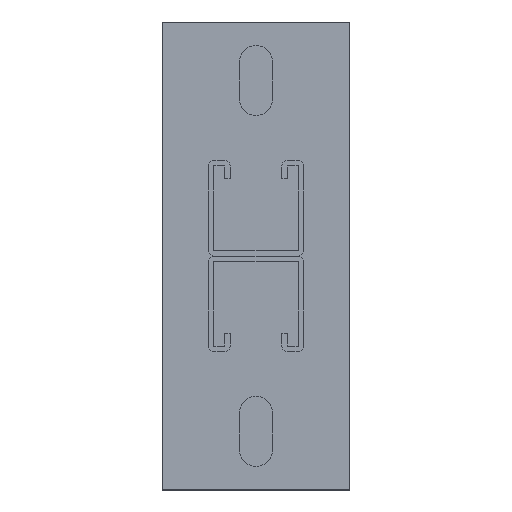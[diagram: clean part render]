
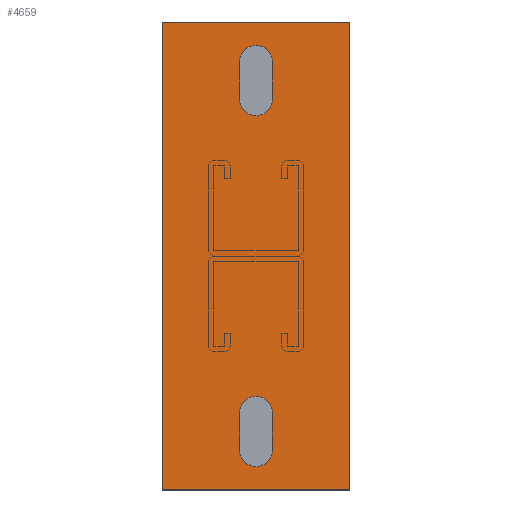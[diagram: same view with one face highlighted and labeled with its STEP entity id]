
A CAD part, top view. The second image highlights one B-rep face of the part: STEP entity #4659.
In plain terms, the highlighted planar face has unit normal (0, 0, 1).
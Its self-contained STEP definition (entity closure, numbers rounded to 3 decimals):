
#353=FACE_OUTER_BOUND('',#491,.T.);
#491=EDGE_LOOP('',(#3992,#3993,#3994,#3995));
#1046=LINE('',#7150,#1654);
#1052=LINE('',#7161,#1660);
#1054=LINE('',#7166,#1662);
#1057=LINE('',#7170,#1665);
#1654=VECTOR('',#5672,1.);
#1660=VECTOR('',#5680,1.);
#1662=VECTOR('',#5684,1.);
#1665=VECTOR('',#5689,1.);
#2332=VERTEX_POINT('',#7148);
#2333=VERTEX_POINT('',#7149);
#2337=VERTEX_POINT('',#7159);
#2339=VERTEX_POINT('',#7165);
#3106=EDGE_CURVE('',#2332,#2333,#1046,.T.);
#3112=EDGE_CURVE('',#2337,#2332,#1052,.T.);
#3114=EDGE_CURVE('',#2339,#2333,#1054,.T.);
#3117=EDGE_CURVE('',#2337,#2339,#1057,.T.);
#3992=ORIENTED_EDGE('',*,*,#3117,.T.);
#3993=ORIENTED_EDGE('',*,*,#3114,.T.);
#3994=ORIENTED_EDGE('',*,*,#3106,.F.);
#3995=ORIENTED_EDGE('',*,*,#3112,.F.);
#4527=PLANE('',#4893);
#4659=ADVANCED_FACE('',(#353),#4527,.T.);
#4893=AXIS2_PLACEMENT_3D('',#7172,#5692,#5693);
#5672=DIRECTION('',(-1.,0.,0.));
#5680=DIRECTION('',(0.,-1.,0.));
#5684=DIRECTION('',(0.,-1.,0.));
#5689=DIRECTION('',(-1.,0.,0.));
#5692=DIRECTION('center_axis',(0.,0.,1.));
#5693=DIRECTION('ref_axis',(1.,0.,0.));
#7148=CARTESIAN_POINT('',(84.006,-33.617,1508.));
#7149=CARTESIAN_POINT('',(4.006,-33.617,1508.));
#7150=CARTESIAN_POINT('',(84.006,-33.617,1508.));
#7159=CARTESIAN_POINT('',(84.006,166.383,1508.));
#7161=CARTESIAN_POINT('',(84.006,16.383,1508.));
#7165=CARTESIAN_POINT('',(4.006,166.383,1508.));
#7166=CARTESIAN_POINT('',(4.006,16.383,1508.));
#7170=CARTESIAN_POINT('',(4.006,166.383,1508.));
#7172=CARTESIAN_POINT('Origin',(44.006,91.383,1508.));
